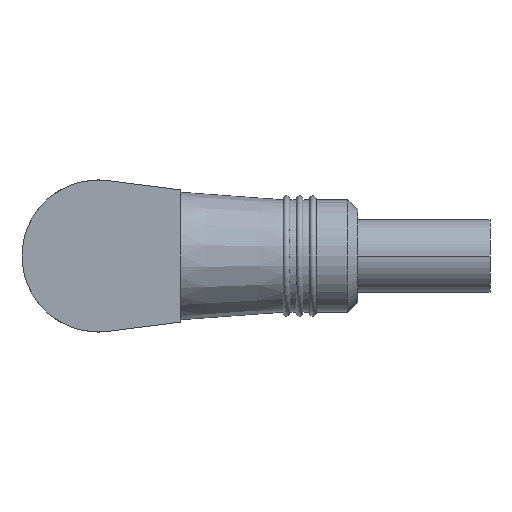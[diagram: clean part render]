
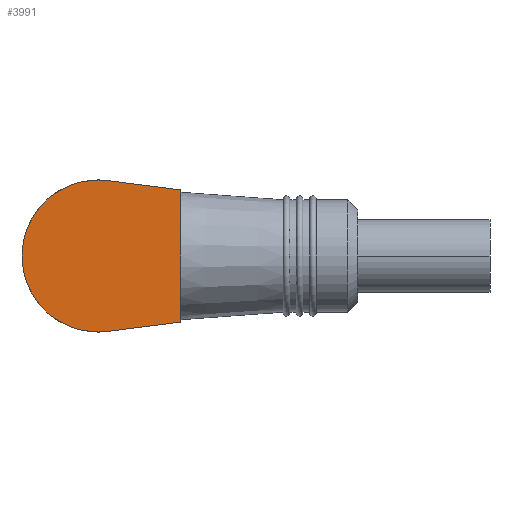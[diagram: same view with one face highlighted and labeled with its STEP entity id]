
A CAD part, front view. The second image highlights one B-rep face of the part: STEP entity #3991.
In plain terms, the highlighted planar face has unit normal (0, -1, 0).
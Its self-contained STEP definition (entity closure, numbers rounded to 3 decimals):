
#82 = DIRECTION ( 'NONE',  ( 0., 0., 1. ) ) ;
#477 = LINE ( 'NONE', #2964, #1811 ) ;
#830 = DIRECTION ( 'NONE',  ( -1., 0., 0. ) ) ;
#943 = CIRCLE ( 'NONE', #3263, 11.5 ) ;
#969 = VECTOR ( 'NONE', #82, 1000. ) ;
#1064 = CARTESIAN_POINT ( 'NONE',  ( 12.5, -25.7, 10. ) ) ;
#1095 = LINE ( 'NONE', #2494, #969 ) ;
#1330 = EDGE_CURVE ( 'NONE', #2908, #3888, #943, .T. ) ;
#1644 = PLANE ( 'NONE',  #2671 ) ;
#1811 = VECTOR ( 'NONE', #3517, 1000. ) ;
#1830 = FACE_OUTER_BOUND ( 'NONE', #2341, .T. ) ;
#1847 = VECTOR ( 'NONE', #2656, 1000. ) ;
#1989 = CARTESIAN_POINT ( 'NONE',  ( 12.5, -25.7, 0. ) ) ;
#1997 = EDGE_CURVE ( 'NONE', #3640, #2908, #477, .T. ) ;
#2193 = EDGE_CURVE ( 'NONE', #3888, #3898, #3956, .T. ) ;
#2207 = DIRECTION ( 'NONE',  ( 0., -1., 0. ) ) ;
#2341 = EDGE_LOOP ( 'NONE', ( #3225, #4735, #4076, #4502 ) ) ;
#2440 = EDGE_CURVE ( 'NONE', #3898, #3640, #1095, .T. ) ;
#2494 = CARTESIAN_POINT ( 'NONE',  ( 12.5, -25.7, -10. ) ) ;
#2656 = DIRECTION ( 'NONE',  ( 0.992, 0., 0.126 ) ) ;
#2671 = AXIS2_PLACEMENT_3D ( 'NONE', #1989, #3607, #830 ) ;
#2875 = CARTESIAN_POINT ( 'NONE',  ( 1.454, -25.7, -11.408 ) ) ;
#2908 = VERTEX_POINT ( 'NONE', #3468 ) ;
#2964 = CARTESIAN_POINT ( 'NONE',  ( 12.5, -25.7, 10. ) ) ;
#2998 = DIRECTION ( 'NONE',  ( 0.126, 0., 0.992 ) ) ;
#3225 = ORIENTED_EDGE ( 'NONE', *, *, #1997, .T. ) ;
#3263 = AXIS2_PLACEMENT_3D ( 'NONE', #4538, #2207, #2998 ) ;
#3468 = CARTESIAN_POINT ( 'NONE',  ( 1.454, -25.7, 11.408 ) ) ;
#3517 = DIRECTION ( 'NONE',  ( -0.992, 0., 0.126 ) ) ;
#3607 = DIRECTION ( 'NONE',  ( 0., -1., 0. ) ) ;
#3640 = VERTEX_POINT ( 'NONE', #1064 ) ;
#3888 = VERTEX_POINT ( 'NONE', #2875 ) ;
#3898 = VERTEX_POINT ( 'NONE', #4818 ) ;
#3956 = LINE ( 'NONE', #4978, #1847 ) ;
#3991 = ADVANCED_FACE ( 'NONE', ( #1830 ), #1644, .T. ) ;
#4076 = ORIENTED_EDGE ( 'NONE', *, *, #2193, .T. ) ;
#4502 = ORIENTED_EDGE ( 'NONE', *, *, #2440, .T. ) ;
#4538 = CARTESIAN_POINT ( 'NONE',  ( 0., -25.7, 0. ) ) ;
#4735 = ORIENTED_EDGE ( 'NONE', *, *, #1330, .T. ) ;
#4818 = CARTESIAN_POINT ( 'NONE',  ( 12.5, -25.7, -10. ) ) ;
#4978 = CARTESIAN_POINT ( 'NONE',  ( 1.454, -25.7, -11.408 ) ) ;
